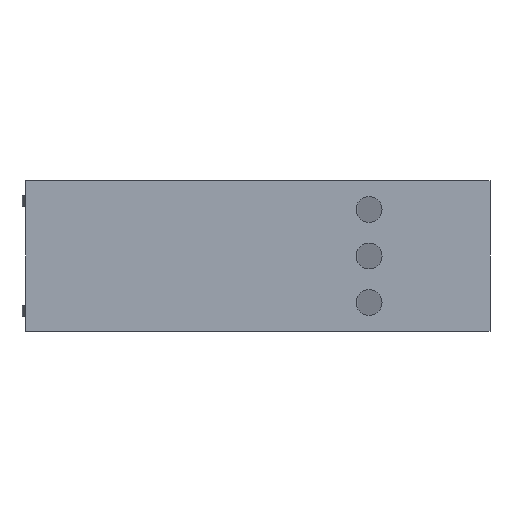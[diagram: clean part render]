
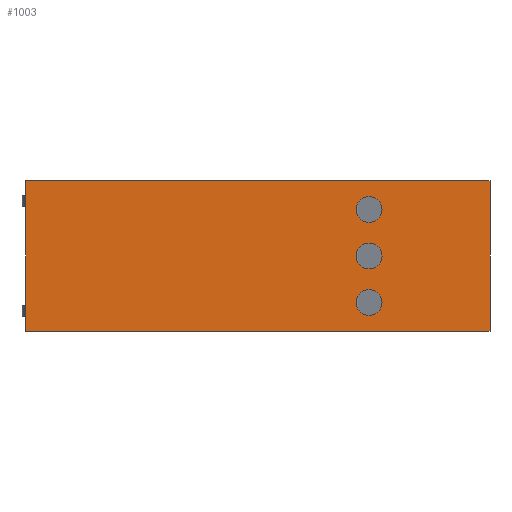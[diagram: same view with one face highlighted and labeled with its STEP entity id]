
A CAD part, front view. The second image highlights one B-rep face of the part: STEP entity #1003.
In plain terms, the highlighted planar face has unit normal (0, -1, 0).
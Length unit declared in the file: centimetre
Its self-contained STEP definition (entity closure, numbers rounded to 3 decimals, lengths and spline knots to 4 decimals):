
#31=FACE_BOUND('',#190,.T.);
#32=FACE_BOUND('',#191,.T.);
#33=FACE_BOUND('',#192,.T.);
#60=CIRCLE('',#1075,0.223);
#61=CIRCLE('',#1076,0.223);
#62=CIRCLE('',#1077,0.223);
#122=FACE_OUTER_BOUND('',#189,.T.);
#189=EDGE_LOOP('',(#825,#826,#827,#828));
#190=EDGE_LOOP('',(#829));
#191=EDGE_LOOP('',(#830));
#192=EDGE_LOOP('',(#831));
#307=LINE('',#1587,#412);
#309=LINE('',#1591,#414);
#310=LINE('',#1593,#415);
#311=LINE('',#1594,#416);
#412=VECTOR('',#1289,2.6);
#414=VECTOR('',#1293,8.);
#415=VECTOR('',#1294,8.);
#416=VECTOR('',#1295,2.6);
#504=VERTEX_POINT('',#1584);
#505=VERTEX_POINT('',#1586);
#506=VERTEX_POINT('',#1590);
#507=VERTEX_POINT('',#1592);
#508=VERTEX_POINT('',#1595);
#509=VERTEX_POINT('',#1597);
#510=VERTEX_POINT('',#1599);
#624=EDGE_CURVE('',#504,#505,#307,.T.);
#626=EDGE_CURVE('',#505,#506,#309,.T.);
#627=EDGE_CURVE('',#507,#504,#310,.T.);
#628=EDGE_CURVE('',#507,#506,#311,.T.);
#629=EDGE_CURVE('',#508,#508,#60,.T.);
#630=EDGE_CURVE('',#509,#509,#61,.T.);
#631=EDGE_CURVE('',#510,#510,#62,.T.);
#825=ORIENTED_EDGE('',*,*,#626,.F.);
#826=ORIENTED_EDGE('',*,*,#624,.F.);
#827=ORIENTED_EDGE('',*,*,#627,.F.);
#828=ORIENTED_EDGE('',*,*,#628,.T.);
#829=ORIENTED_EDGE('',*,*,#629,.T.);
#830=ORIENTED_EDGE('',*,*,#630,.T.);
#831=ORIENTED_EDGE('',*,*,#631,.T.);
#958=PLANE('',#1074);
#1003=ADVANCED_FACE('',(#122,#31,#32,#33),#958,.T.);
#1074=AXIS2_PLACEMENT_3D('',#1589,#1291,#1292);
#1075=AXIS2_PLACEMENT_3D('',#1596,#1296,#1297);
#1076=AXIS2_PLACEMENT_3D('',#1598,#1298,#1299);
#1077=AXIS2_PLACEMENT_3D('',#1600,#1300,#1301);
#1289=DIRECTION('',(0.,0.,1.));
#1291=DIRECTION('center_axis',(0.,-1.,0.));
#1292=DIRECTION('ref_axis',(1.,0.,0.));
#1293=DIRECTION('',(1.,0.,0.));
#1294=DIRECTION('',(-1.,0.,0.));
#1295=DIRECTION('',(0.,0.,1.));
#1296=DIRECTION('center_axis',(0.,1.,0.));
#1297=DIRECTION('ref_axis',(1.,0.,0.));
#1298=DIRECTION('center_axis',(0.,1.,0.));
#1299=DIRECTION('ref_axis',(1.,0.,0.));
#1300=DIRECTION('center_axis',(0.,1.,0.));
#1301=DIRECTION('ref_axis',(-1.,0.,0.));
#1584=CARTESIAN_POINT('',(-0.545,-1.4,-0.17));
#1586=CARTESIAN_POINT('',(-0.545,-1.4,2.43));
#1587=CARTESIAN_POINT('',(-0.545,-1.4,-0.17));
#1589=CARTESIAN_POINT('Origin',(-0.545,-1.4,-0.17));
#1590=CARTESIAN_POINT('',(7.455,-1.4,2.43));
#1591=CARTESIAN_POINT('',(7.455,-1.4,2.43));
#1592=CARTESIAN_POINT('',(7.455,-1.4,-0.17));
#1593=CARTESIAN_POINT('',(7.455,-1.4,-0.17));
#1594=CARTESIAN_POINT('',(7.455,-1.4,-0.17));
#1595=CARTESIAN_POINT('',(5.149,-1.4,0.328));
#1596=CARTESIAN_POINT('Origin',(5.372,-1.4,0.328));
#1597=CARTESIAN_POINT('',(5.149,-1.4,1.932));
#1598=CARTESIAN_POINT('Origin',(5.372,-1.4,1.932));
#1599=CARTESIAN_POINT('',(5.595,-1.4,1.13));
#1600=CARTESIAN_POINT('Origin',(5.372,-1.4,1.13));
